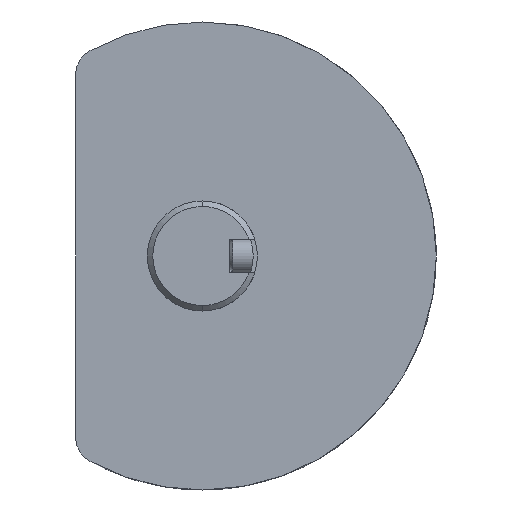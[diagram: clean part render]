
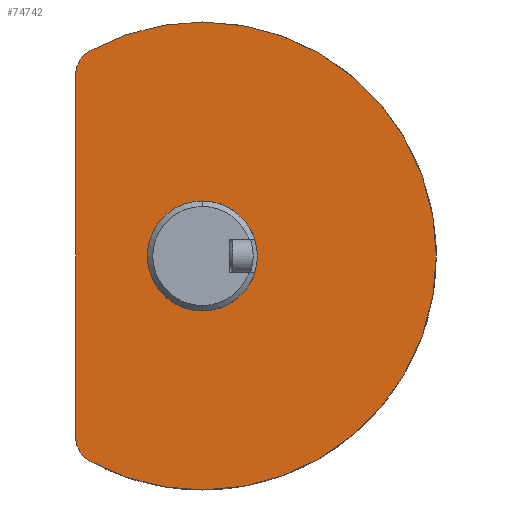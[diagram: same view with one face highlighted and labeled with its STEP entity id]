
A CAD part, front view. The second image highlights one B-rep face of the part: STEP entity #74742.
In plain terms, the highlighted planar face has unit normal (0, -1, 0).
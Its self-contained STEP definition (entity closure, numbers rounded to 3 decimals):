
#128 = DIRECTION ( 'NONE',  ( 0., 0., 1. ) ) ;
#742 = EDGE_CURVE ( 'NONE', #63350, #6985, #65626, .T. ) ;
#906 = ORIENTED_EDGE ( 'NONE', *, *, #29212, .T. ) ;
#1537 = AXIS2_PLACEMENT_3D ( 'NONE', #68775, #25048, #49785 ) ;
#3175 = CIRCLE ( 'NONE', #65791, 5. ) ;
#4981 = EDGE_CURVE ( 'NONE', #11957, #58959, #18194, .T. ) ;
#5911 = CARTESIAN_POINT ( 'NONE',  ( -23., 0., 0. ) ) ;
#6797 = ORIENTED_EDGE ( 'NONE', *, *, #29893, .F. ) ;
#6985 = VERTEX_POINT ( 'NONE', #39300 ) ;
#7735 = VERTEX_POINT ( 'NONE', #45582 ) ;
#11957 = VERTEX_POINT ( 'NONE', #49758 ) ;
#12414 = CARTESIAN_POINT ( 'NONE',  ( -20.4, 0., -37.284 ) ) ;
#13445 = CIRCLE ( 'NONE', #77171, 42.5 ) ;
#13761 = EDGE_LOOP ( 'NONE', ( #19718, #906 ) ) ;
#14091 = CARTESIAN_POINT ( 'NONE',  ( 0., 0., 0. ) ) ;
#14888 = CARTESIAN_POINT ( 'NONE',  ( -23., 0., 32.898 ) ) ;
#17443 = ORIENTED_EDGE ( 'NONE', *, *, #53750, .F. ) ;
#17554 = DIRECTION ( 'NONE',  ( 0., 1., 0. ) ) ;
#18194 = CIRCLE ( 'NONE', #34085, 10. ) ;
#18633 = CARTESIAN_POINT ( 'NONE',  ( 0., 0., -10. ) ) ;
#19198 = DIRECTION ( 'NONE',  ( 0., -1., 0. ) ) ;
#19718 = ORIENTED_EDGE ( 'NONE', *, *, #4981, .T. ) ;
#20433 = DIRECTION ( 'NONE',  ( 0., 1., 0. ) ) ;
#24597 = DIRECTION ( 'NONE',  ( 0., 0., 1. ) ) ;
#25048 = DIRECTION ( 'NONE',  ( 0., 1., 0. ) ) ;
#25108 = FACE_BOUND ( 'NONE', #13761, .T. ) ;
#25161 = ORIENTED_EDGE ( 'NONE', *, *, #38057, .T. ) ;
#25202 = DIRECTION ( 'NONE',  ( 0., 0., 1. ) ) ;
#26417 = CARTESIAN_POINT ( 'NONE',  ( -23., 0., -32.898 ) ) ;
#26528 = CARTESIAN_POINT ( 'NONE',  ( 0., 0., 0. ) ) ;
#26983 = ORIENTED_EDGE ( 'NONE', *, *, #742, .F. ) ;
#27463 = CARTESIAN_POINT ( 'NONE',  ( 0., 0., 0. ) ) ;
#29212 = EDGE_CURVE ( 'NONE', #58959, #11957, #44956, .T. ) ;
#29893 = EDGE_CURVE ( 'NONE', #7735, #35277, #13445, .T. ) ;
#32683 = DIRECTION ( 'NONE',  ( 0., 1., 0. ) ) ;
#33725 = CARTESIAN_POINT ( 'NONE',  ( -18., 0., 32.898 ) ) ;
#34085 = AXIS2_PLACEMENT_3D ( 'NONE', #14091, #20433, #72304 ) ;
#35277 = VERTEX_POINT ( 'NONE', #12414 ) ;
#36214 = AXIS2_PLACEMENT_3D ( 'NONE', #33725, #77755, #64038 ) ;
#36673 = PLANE ( 'NONE',  #48739 ) ;
#38057 = EDGE_CURVE ( 'NONE', #63350, #56221, #46372, .T. ) ;
#38375 = CARTESIAN_POINT ( 'NONE',  ( -18., 0., -32.898 ) ) ;
#39178 = LINE ( 'NONE', #5911, #70692 ) ;
#39300 = CARTESIAN_POINT ( 'NONE',  ( 0., 0., 42.5 ) ) ;
#39429 = DIRECTION ( 'NONE',  ( 0., 1., 0. ) ) ;
#42784 = DIRECTION ( 'NONE',  ( 0., 0., 1. ) ) ;
#44956 = CIRCLE ( 'NONE', #68161, 10. ) ;
#45354 = DIRECTION ( 'NONE',  ( 0., 0., 1. ) ) ;
#45582 = CARTESIAN_POINT ( 'NONE',  ( 0., 0., -42.5 ) ) ;
#46372 = CIRCLE ( 'NONE', #36214, 5. ) ;
#48327 = EDGE_CURVE ( 'NONE', #80099, #35277, #3175, .T. ) ;
#48739 = AXIS2_PLACEMENT_3D ( 'NONE', #81485, #69403, #24597 ) ;
#49758 = CARTESIAN_POINT ( 'NONE',  ( 0., 0., 10. ) ) ;
#49785 = DIRECTION ( 'NONE',  ( 0., 0., 1. ) ) ;
#51554 = DIRECTION ( 'NONE',  ( 0., 0., 1. ) ) ;
#53750 = EDGE_CURVE ( 'NONE', #6985, #7735, #80575, .T. ) ;
#54271 = EDGE_CURVE ( 'NONE', #80099, #56221, #39178, .T. ) ;
#54620 = ORIENTED_EDGE ( 'NONE', *, *, #54271, .F. ) ;
#56221 = VERTEX_POINT ( 'NONE', #14888 ) ;
#58959 = VERTEX_POINT ( 'NONE', #18633 ) ;
#58999 = EDGE_LOOP ( 'NONE', ( #54620, #59112, #6797, #17443, #26983, #25161 ) ) ;
#59112 = ORIENTED_EDGE ( 'NONE', *, *, #48327, .T. ) ;
#61740 = AXIS2_PLACEMENT_3D ( 'NONE', #80459, #17554, #42784 ) ;
#63350 = VERTEX_POINT ( 'NONE', #63591 ) ;
#63591 = CARTESIAN_POINT ( 'NONE',  ( -20.4, 0., 37.284 ) ) ;
#64038 = DIRECTION ( 'NONE',  ( 0., 0., 1. ) ) ;
#65422 = FACE_OUTER_BOUND ( 'NONE', #58999, .T. ) ;
#65626 = CIRCLE ( 'NONE', #61740, 42.5 ) ;
#65791 = AXIS2_PLACEMENT_3D ( 'NONE', #38375, #19198, #25202 ) ;
#68161 = AXIS2_PLACEMENT_3D ( 'NONE', #27463, #32683, #45354 ) ;
#68775 = CARTESIAN_POINT ( 'NONE',  ( 0., 0., 0. ) ) ;
#69403 = DIRECTION ( 'NONE',  ( 0., 1., 0. ) ) ;
#70692 = VECTOR ( 'NONE', #128, 1000. ) ;
#72304 = DIRECTION ( 'NONE',  ( 0., 0., 1. ) ) ;
#74742 = ADVANCED_FACE ( 'NONE', ( #25108, #65422 ), #36673, .F. ) ;
#77171 = AXIS2_PLACEMENT_3D ( 'NONE', #26528, #39429, #51554 ) ;
#77755 = DIRECTION ( 'NONE',  ( 0., -1., 0. ) ) ;
#80099 = VERTEX_POINT ( 'NONE', #26417 ) ;
#80459 = CARTESIAN_POINT ( 'NONE',  ( 0., 0., 0. ) ) ;
#80575 = CIRCLE ( 'NONE', #1537, 42.5 ) ;
#81485 = CARTESIAN_POINT ( 'NONE',  ( 0., 0., 0. ) ) ;
